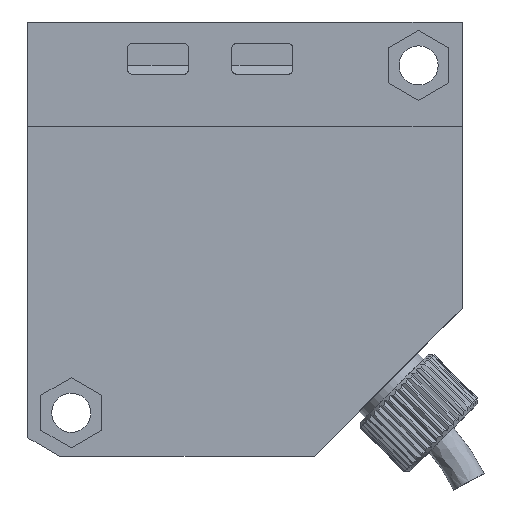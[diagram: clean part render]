
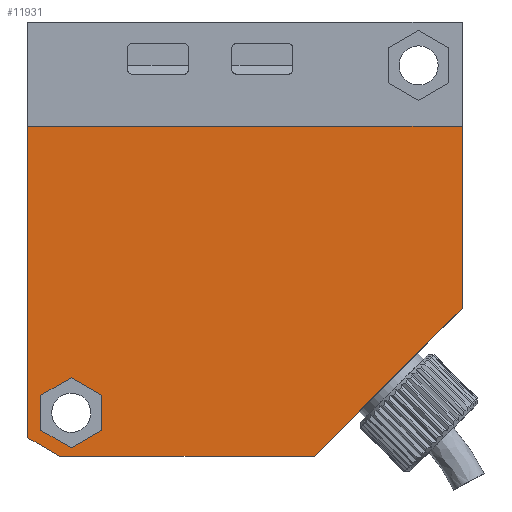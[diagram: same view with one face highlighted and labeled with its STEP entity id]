
A CAD part, left-side view. The second image highlights one B-rep face of the part: STEP entity #11931.
In plain terms, the highlighted planar face has unit normal (-1, 0, 0).
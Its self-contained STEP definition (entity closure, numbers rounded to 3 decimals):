
#223 = VECTOR ( 'NONE', #10401, 1000. ) ;
#283 = DIRECTION ( 'NONE',  ( 0., 0.866, -0.5 ) ) ;
#444 = VERTEX_POINT ( 'NONE', #12567 ) ;
#540 = CARTESIAN_POINT ( 'NONE',  ( -9., 0., 0. ) ) ;
#801 = VERTEX_POINT ( 'NONE', #9735 ) ;
#877 = EDGE_CURVE ( 'NONE', #12385, #4130, #8466, .T. ) ;
#897 = VECTOR ( 'NONE', #9696, 1000. ) ;
#917 = VECTOR ( 'NONE', #283, 1000. ) ;
#1215 = CARTESIAN_POINT ( 'NONE',  ( -9., 45., -28.959 ) ) ;
#1253 = EDGE_CURVE ( 'NONE', #12385, #7096, #1943, .T. ) ;
#1271 = LINE ( 'NONE', #8572, #897 ) ;
#1312 = CARTESIAN_POINT ( 'NONE',  ( -9., 50., 0. ) ) ;
#1360 = VERTEX_POINT ( 'NONE', #5132 ) ;
#1402 = LINE ( 'NONE', #3224, #10373 ) ;
#1557 = EDGE_LOOP ( 'NONE', ( #7847, #5776, #5143, #6791, #2083, #6248 ) ) ;
#1558 = EDGE_CURVE ( 'NONE', #3807, #801, #14413, .T. ) ;
#1943 = LINE ( 'NONE', #1312, #13535 ) ;
#2083 = ORIENTED_EDGE ( 'NONE', *, *, #11557, .F. ) ;
#2168 = CARTESIAN_POINT ( 'NONE',  ( -9., 45., -37.041 ) ) ;
#2478 = EDGE_CURVE ( 'NONE', #3463, #11874, #12092, .T. ) ;
#2499 = CARTESIAN_POINT ( 'NONE',  ( -9., 17., -38. ) ) ;
#2644 = CARTESIAN_POINT ( 'NONE',  ( -9., 41.5, -30.979 ) ) ;
#2925 = DIRECTION ( 'NONE',  ( 0., -0.866, -0.5 ) ) ;
#2961 = DIRECTION ( 'NONE',  ( 0., 0.707, -0.707 ) ) ;
#3224 = CARTESIAN_POINT ( 'NONE',  ( -9., 41.5, -35.021 ) ) ;
#3264 = CARTESIAN_POINT ( 'NONE',  ( -9., 50., 0. ) ) ;
#3290 = DIRECTION ( 'NONE',  ( 0., -0.866, 0.5 ) ) ;
#3305 = CARTESIAN_POINT ( 'NONE',  ( -9., 50., -35.887 ) ) ;
#3332 = EDGE_CURVE ( 'NONE', #5466, #3463, #1402, .T. ) ;
#3463 = VERTEX_POINT ( 'NONE', #11214 ) ;
#3623 = EDGE_CURVE ( 'NONE', #444, #4130, #8344, .T. ) ;
#3674 = CARTESIAN_POINT ( 'NONE',  ( -9., 0., 0. ) ) ;
#3753 = LINE ( 'NONE', #4053, #12311 ) ;
#3807 = VERTEX_POINT ( 'NONE', #540 ) ;
#4053 = CARTESIAN_POINT ( 'NONE',  ( -9., 48.5, -35.021 ) ) ;
#4121 = ORIENTED_EDGE ( 'NONE', *, *, #1558, .F. ) ;
#4130 = VERTEX_POINT ( 'NONE', #7594 ) ;
#4174 = AXIS2_PLACEMENT_3D ( 'NONE', #9949, #4349, #12170 ) ;
#4277 = CARTESIAN_POINT ( 'NONE',  ( -9., 0., 0. ) ) ;
#4322 = DIRECTION ( 'NONE',  ( 0., 0., -1. ) ) ;
#4349 = DIRECTION ( 'NONE',  ( -1., 0., 0. ) ) ;
#4443 = EDGE_CURVE ( 'NONE', #11874, #13707, #9544, .T. ) ;
#4763 = EDGE_CURVE ( 'NONE', #9257, #1360, #3753, .T. ) ;
#5132 = CARTESIAN_POINT ( 'NONE',  ( -9., 45., -37.041 ) ) ;
#5143 = ORIENTED_EDGE ( 'NONE', *, *, #10767, .F. ) ;
#5370 = CARTESIAN_POINT ( 'NONE',  ( -9., 52.511, -34.437 ) ) ;
#5466 = VERTEX_POINT ( 'NONE', #12399 ) ;
#5477 = VECTOR ( 'NONE', #13209, 1000. ) ;
#5598 = ORIENTED_EDGE ( 'NONE', *, *, #6902, .F. ) ;
#5656 = FACE_BOUND ( 'NONE', #1557, .T. ) ;
#5677 = LINE ( 'NONE', #9685, #6044 ) ;
#5776 = ORIENTED_EDGE ( 'NONE', *, *, #3332, .F. ) ;
#6044 = VECTOR ( 'NONE', #2961, 1000. ) ;
#6186 = VECTOR ( 'NONE', #9465, 1000. ) ;
#6248 = ORIENTED_EDGE ( 'NONE', *, *, #4443, .F. ) ;
#6791 = ORIENTED_EDGE ( 'NONE', *, *, #4763, .F. ) ;
#6902 = EDGE_CURVE ( 'NONE', #801, #444, #5677, .T. ) ;
#7096 = VERTEX_POINT ( 'NONE', #3264 ) ;
#7594 = CARTESIAN_POINT ( 'NONE',  ( -9., 46.34, -38. ) ) ;
#7675 = PLANE ( 'NONE',  #4174 ) ;
#7844 = ORIENTED_EDGE ( 'NONE', *, *, #3623, .F. ) ;
#7847 = ORIENTED_EDGE ( 'NONE', *, *, #2478, .F. ) ;
#7939 = LINE ( 'NONE', #2168, #13554 ) ;
#8097 = CARTESIAN_POINT ( 'NONE',  ( -9., 45., -28.959 ) ) ;
#8160 = EDGE_LOOP ( 'NONE', ( #8511, #7844, #5598, #4121, #9472, #12314 ) ) ;
#8344 = LINE ( 'NONE', #2499, #10947 ) ;
#8466 = LINE ( 'NONE', #5370, #5477 ) ;
#8511 = ORIENTED_EDGE ( 'NONE', *, *, #877, .T. ) ;
#8572 = CARTESIAN_POINT ( 'NONE',  ( -9., 48.5, -30.979 ) ) ;
#9257 = VERTEX_POINT ( 'NONE', #13082 ) ;
#9465 = DIRECTION ( 'NONE',  ( 0., 0.866, 0.5 ) ) ;
#9472 = ORIENTED_EDGE ( 'NONE', *, *, #9797, .F. ) ;
#9544 = LINE ( 'NONE', #8097, #917 ) ;
#9685 = CARTESIAN_POINT ( 'NONE',  ( -9., 0., -21. ) ) ;
#9696 = DIRECTION ( 'NONE',  ( 0., 0., -1. ) ) ;
#9735 = CARTESIAN_POINT ( 'NONE',  ( -9., 0., -21. ) ) ;
#9797 = EDGE_CURVE ( 'NONE', #7096, #3807, #11422, .T. ) ;
#9949 = CARTESIAN_POINT ( 'NONE',  ( -9., 0., 0. ) ) ;
#10357 = DIRECTION ( 'NONE',  ( 0., 1., 0. ) ) ;
#10373 = VECTOR ( 'NONE', #11068, 1000. ) ;
#10401 = DIRECTION ( 'NONE',  ( 0., -1., 0. ) ) ;
#10767 = EDGE_CURVE ( 'NONE', #1360, #5466, #7939, .T. ) ;
#10947 = VECTOR ( 'NONE', #10357, 1000. ) ;
#11062 = VECTOR ( 'NONE', #4322, 1000. ) ;
#11068 = DIRECTION ( 'NONE',  ( 0., 0., 1. ) ) ;
#11214 = CARTESIAN_POINT ( 'NONE',  ( -9., 41.5, -30.979 ) ) ;
#11413 = DIRECTION ( 'NONE',  ( 0., 0., 1. ) ) ;
#11422 = LINE ( 'NONE', #3674, #223 ) ;
#11557 = EDGE_CURVE ( 'NONE', #13707, #9257, #1271, .T. ) ;
#11874 = VERTEX_POINT ( 'NONE', #1215 ) ;
#11931 = ADVANCED_FACE ( 'NONE', ( #14247, #5656 ), #7675, .T. ) ;
#12092 = LINE ( 'NONE', #2644, #6186 ) ;
#12170 = DIRECTION ( 'NONE',  ( 0., 0., 1. ) ) ;
#12194 = CARTESIAN_POINT ( 'NONE',  ( -9., 48.5, -30.979 ) ) ;
#12311 = VECTOR ( 'NONE', #2925, 1000. ) ;
#12314 = ORIENTED_EDGE ( 'NONE', *, *, #1253, .F. ) ;
#12385 = VERTEX_POINT ( 'NONE', #3305 ) ;
#12399 = CARTESIAN_POINT ( 'NONE',  ( -9., 41.5, -35.021 ) ) ;
#12567 = CARTESIAN_POINT ( 'NONE',  ( -9., 17., -38. ) ) ;
#13082 = CARTESIAN_POINT ( 'NONE',  ( -9., 48.5, -35.021 ) ) ;
#13209 = DIRECTION ( 'NONE',  ( 0., -0.866, -0.5 ) ) ;
#13535 = VECTOR ( 'NONE', #11413, 1000. ) ;
#13554 = VECTOR ( 'NONE', #3290, 1000. ) ;
#13707 = VERTEX_POINT ( 'NONE', #12194 ) ;
#14247 = FACE_OUTER_BOUND ( 'NONE', #8160, .T. ) ;
#14413 = LINE ( 'NONE', #4277, #11062 ) ;
